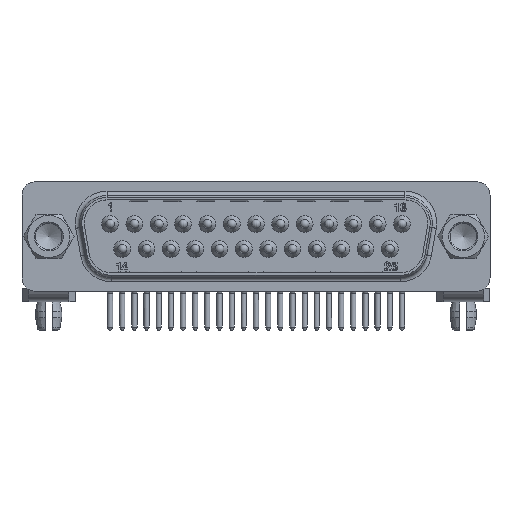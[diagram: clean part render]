
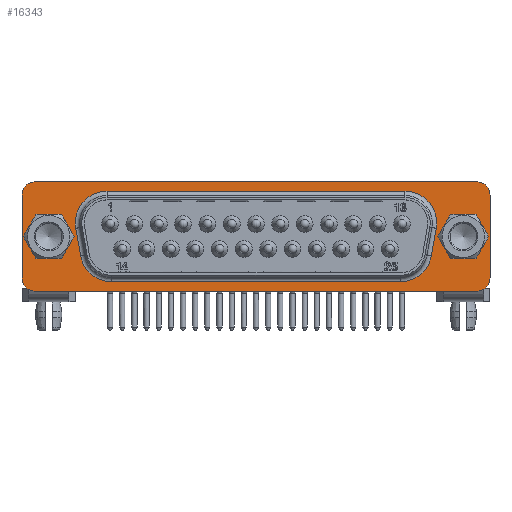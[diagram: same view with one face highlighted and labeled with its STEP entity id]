
A CAD part, top view. The second image highlights one B-rep face of the part: STEP entity #16343.
In plain terms, the highlighted face is planar.
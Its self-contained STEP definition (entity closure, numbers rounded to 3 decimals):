
#820=FACE_BOUND('',#3634,.T.);
#821=FACE_BOUND('',#3635,.T.);
#822=FACE_BOUND('',#3636,.T.);
#1390=CIRCLE('',#17731,3.6);
#1393=CIRCLE('',#17735,3.6);
#1397=CIRCLE('',#17742,3.6);
#1400=CIRCLE('',#17746,3.6);
#1401=CIRCLE('',#17752,1.5);
#1402=CIRCLE('',#17753,1.5);
#1403=CIRCLE('',#17754,1.5);
#1404=CIRCLE('',#17755,1.5);
#1405=CIRCLE('',#17756,2.5);
#1406=CIRCLE('',#17757,2.5);
#2476=FACE_OUTER_BOUND('',#3633,.T.);
#3633=EDGE_LOOP('',(#13934,#13935,#13936,#13937,#13938,#13939,#13940,#13941));
#3634=EDGE_LOOP('',(#13942));
#3635=EDGE_LOOP('',(#13943));
#3636=EDGE_LOOP('',(#13944,#13945,#13946,#13947,#13948,#13949,#13950,#13951));
#5040=LINE('',#28461,#6386);
#5041=LINE('',#28477,#6387);
#5043=LINE('',#28482,#6389);
#5045=LINE('',#28495,#6391);
#5049=LINE('',#28507,#6395);
#5050=LINE('',#28511,#6396);
#5051=LINE('',#28515,#6397);
#5052=LINE('',#28518,#6398);
#6386=VECTOR('',#21584,32.707);
#6387=VECTOR('',#21605,3.148);
#6389=VECTOR('',#21611,3.148);
#6391=VECTOR('',#21629,33.8);
#6395=VECTOR('',#21643,50.1);
#6396=VECTOR('',#21646,9.4);
#6397=VECTOR('',#21649,50.1);
#6398=VECTOR('',#21652,9.4);
#7807=VERTEX_POINT('',#28458);
#7808=VERTEX_POINT('',#28460);
#7810=VERTEX_POINT('',#28465);
#7811=VERTEX_POINT('',#28470);
#7813=VERTEX_POINT('',#28475);
#7814=VERTEX_POINT('',#28480);
#7816=VERTEX_POINT('',#28485);
#7817=VERTEX_POINT('',#28490);
#7818=VERTEX_POINT('',#28503);
#7819=VERTEX_POINT('',#28504);
#7820=VERTEX_POINT('',#28506);
#7821=VERTEX_POINT('',#28508);
#7822=VERTEX_POINT('',#28510);
#7823=VERTEX_POINT('',#28512);
#7824=VERTEX_POINT('',#28514);
#7825=VERTEX_POINT('',#28516);
#7826=VERTEX_POINT('',#28519);
#7827=VERTEX_POINT('',#28521);
#9925=EDGE_CURVE('',#7807,#7808,#5040,.T.);
#9928=EDGE_CURVE('',#7810,#7807,#1390,.T.);
#9931=EDGE_CURVE('',#7808,#7811,#1393,.T.);
#9933=EDGE_CURVE('',#7813,#7810,#5041,.T.);
#9936=EDGE_CURVE('',#7811,#7814,#5043,.T.);
#9938=EDGE_CURVE('',#7816,#7813,#1397,.T.);
#9941=EDGE_CURVE('',#7814,#7817,#1400,.T.);
#9943=EDGE_CURVE('',#7817,#7816,#5045,.T.);
#9947=EDGE_CURVE('',#7818,#7819,#1401,.T.);
#9948=EDGE_CURVE('',#7820,#7818,#5049,.T.);
#9949=EDGE_CURVE('',#7821,#7820,#1402,.T.);
#9950=EDGE_CURVE('',#7822,#7821,#5050,.T.);
#9951=EDGE_CURVE('',#7823,#7822,#1403,.T.);
#9952=EDGE_CURVE('',#7824,#7823,#5051,.T.);
#9953=EDGE_CURVE('',#7825,#7824,#1404,.T.);
#9954=EDGE_CURVE('',#7819,#7825,#5052,.T.);
#9955=EDGE_CURVE('',#7826,#7826,#1405,.T.);
#9956=EDGE_CURVE('',#7827,#7827,#1406,.T.);
#13934=ORIENTED_EDGE('',*,*,#9947,.F.);
#13935=ORIENTED_EDGE('',*,*,#9948,.F.);
#13936=ORIENTED_EDGE('',*,*,#9949,.F.);
#13937=ORIENTED_EDGE('',*,*,#9950,.F.);
#13938=ORIENTED_EDGE('',*,*,#9951,.F.);
#13939=ORIENTED_EDGE('',*,*,#9952,.F.);
#13940=ORIENTED_EDGE('',*,*,#9953,.F.);
#13941=ORIENTED_EDGE('',*,*,#9954,.F.);
#13942=ORIENTED_EDGE('',*,*,#9955,.T.);
#13943=ORIENTED_EDGE('',*,*,#9956,.T.);
#13944=ORIENTED_EDGE('',*,*,#9925,.F.);
#13945=ORIENTED_EDGE('',*,*,#9928,.F.);
#13946=ORIENTED_EDGE('',*,*,#9933,.F.);
#13947=ORIENTED_EDGE('',*,*,#9938,.F.);
#13948=ORIENTED_EDGE('',*,*,#9943,.F.);
#13949=ORIENTED_EDGE('',*,*,#9941,.F.);
#13950=ORIENTED_EDGE('',*,*,#9936,.F.);
#13951=ORIENTED_EDGE('',*,*,#9931,.F.);
#15458=PLANE('',#17751);
#16343=ADVANCED_FACE('',(#2476,#820,#821,#822),#15458,.F.);
#17731=AXIS2_PLACEMENT_3D('',#28467,#21591,#21592);
#17735=AXIS2_PLACEMENT_3D('',#28472,#21599,#21600);
#17742=AXIS2_PLACEMENT_3D('',#28487,#21616,#21617);
#17746=AXIS2_PLACEMENT_3D('',#28492,#21624,#21625);
#17751=AXIS2_PLACEMENT_3D('',#28502,#21639,#21640);
#17752=AXIS2_PLACEMENT_3D('',#28505,#21641,#21642);
#17753=AXIS2_PLACEMENT_3D('',#28509,#21644,#21645);
#17754=AXIS2_PLACEMENT_3D('',#28513,#21647,#21648);
#17755=AXIS2_PLACEMENT_3D('',#28517,#21650,#21651);
#17756=AXIS2_PLACEMENT_3D('',#28520,#21653,#21654);
#17757=AXIS2_PLACEMENT_3D('',#28522,#21655,#21656);
#21584=DIRECTION('',(-1.,0.,0.));
#21591=DIRECTION('center_axis',(0.,0.,-1.));
#21592=DIRECTION('ref_axis',(0.643,-0.766,0.));
#21599=DIRECTION('center_axis',(0.,0.,-1.));
#21600=DIRECTION('ref_axis',(-0.643,-0.766,0.));
#21605=DIRECTION('',(-0.174,-0.985,0.));
#21611=DIRECTION('',(-0.174,0.985,0.));
#21616=DIRECTION('center_axis',(0.,0.,-1.));
#21617=DIRECTION('ref_axis',(0.766,0.643,0.));
#21624=DIRECTION('center_axis',(0.,0.,-1.));
#21625=DIRECTION('ref_axis',(-0.766,0.643,0.));
#21629=DIRECTION('',(1.,0.,0.));
#21639=DIRECTION('center_axis',(0.,0.,1.));
#21640=DIRECTION('ref_axis',(1.,0.,0.));
#21641=DIRECTION('center_axis',(0.,0.,1.));
#21642=DIRECTION('ref_axis',(-0.707,0.707,0.));
#21643=DIRECTION('',(-1.,0.,0.));
#21644=DIRECTION('center_axis',(0.,0.,1.));
#21645=DIRECTION('ref_axis',(0.707,0.707,0.));
#21646=DIRECTION('',(0.,1.,0.));
#21647=DIRECTION('center_axis',(0.,0.,1.));
#21648=DIRECTION('ref_axis',(0.707,-0.707,0.));
#21649=DIRECTION('',(1.,0.,0.));
#21650=DIRECTION('center_axis',(0.,0.,1.));
#21651=DIRECTION('ref_axis',(-0.707,-0.707,0.));
#21652=DIRECTION('',(0.,-1.,0.));
#21653=DIRECTION('center_axis',(0.,0.,1.));
#21654=DIRECTION('ref_axis',(-1.,0.,0.));
#21655=DIRECTION('center_axis',(0.,0.,1.));
#21656=DIRECTION('ref_axis',(-1.,0.,0.));
#28458=CARTESIAN_POINT('',(16.353,-5.15,-0.5));
#28460=CARTESIAN_POINT('',(-16.353,-5.15,-0.5));
#28461=CARTESIAN_POINT('',(6.77,-5.15,-0.5));
#28465=CARTESIAN_POINT('',(19.899,-2.175,-0.5));
#28467=CARTESIAN_POINT('Origin',(16.353,-1.55,-0.5));
#28470=CARTESIAN_POINT('',(-19.899,-2.175,-0.5));
#28472=CARTESIAN_POINT('Origin',(-16.353,-1.55,-0.5));
#28475=CARTESIAN_POINT('',(20.445,0.925,-0.5));
#28477=CARTESIAN_POINT('',(19.991,-1.654,-0.5));
#28480=CARTESIAN_POINT('',(-20.445,0.925,-0.5));
#28482=CARTESIAN_POINT('',(-19.856,-2.419,-0.5));
#28485=CARTESIAN_POINT('',(16.9,5.15,-0.5));
#28487=CARTESIAN_POINT('Origin',(16.9,1.55,-0.5));
#28490=CARTESIAN_POINT('',(-16.9,5.15,-0.5));
#28492=CARTESIAN_POINT('Origin',(-16.9,1.55,-0.5));
#28495=CARTESIAN_POINT('',(6.77,5.15,-0.5));
#28502=CARTESIAN_POINT('Origin',(13.54,0.021,-0.5));
#28503=CARTESIAN_POINT('',(-25.05,6.2,-0.5));
#28504=CARTESIAN_POINT('',(-26.55,4.7,-0.5));
#28505=CARTESIAN_POINT('Origin',(-25.05,4.7,-0.5));
#28506=CARTESIAN_POINT('',(25.05,6.2,-0.5));
#28507=CARTESIAN_POINT('',(26.55,6.2,-0.5));
#28508=CARTESIAN_POINT('',(26.55,4.7,-0.5));
#28509=CARTESIAN_POINT('Origin',(25.05,4.7,-0.5));
#28510=CARTESIAN_POINT('',(26.55,-4.7,-0.5));
#28511=CARTESIAN_POINT('',(26.55,-6.2,-0.5));
#28512=CARTESIAN_POINT('',(25.05,-6.2,-0.5));
#28513=CARTESIAN_POINT('Origin',(25.05,-4.7,-0.5));
#28514=CARTESIAN_POINT('',(-25.05,-6.2,-0.5));
#28515=CARTESIAN_POINT('',(-26.55,-6.2,-0.5));
#28516=CARTESIAN_POINT('',(-26.55,-4.7,-0.5));
#28517=CARTESIAN_POINT('Origin',(-25.05,-4.7,-0.5));
#28518=CARTESIAN_POINT('',(-26.55,6.2,-0.5));
#28519=CARTESIAN_POINT('',(-21.02,0.,-0.5));
#28520=CARTESIAN_POINT('Origin',(-23.52,0.,-0.5));
#28521=CARTESIAN_POINT('',(26.02,0.,-0.5));
#28522=CARTESIAN_POINT('Origin',(23.52,0.,-0.5));
